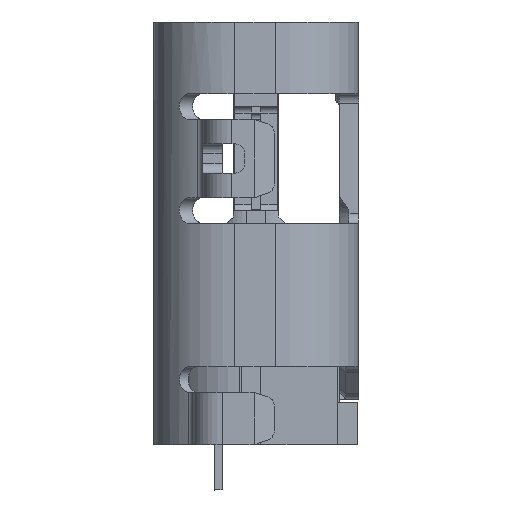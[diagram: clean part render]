
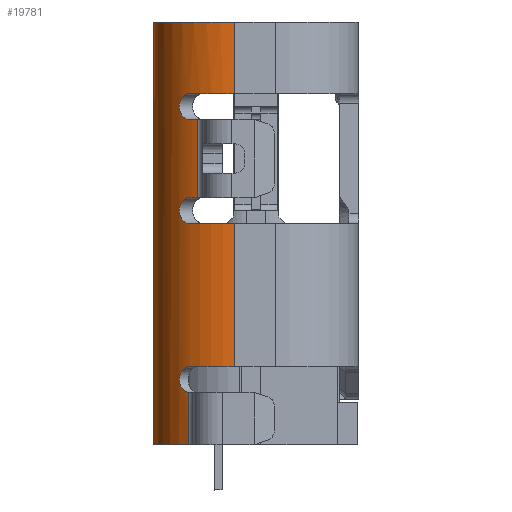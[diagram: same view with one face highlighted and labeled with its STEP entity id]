
A CAD part, left-side view. The second image highlights one B-rep face of the part: STEP entity #19781.
In plain terms, the highlighted cylindrical face has radius 1.25 mm (diameter 2.5 mm), a partial arc.
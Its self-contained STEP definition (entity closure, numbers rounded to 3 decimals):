
#152=B_SPLINE_CURVE_WITH_KNOTS('',3,(#30876,#30877,#30878,#30879,#30880),
 .UNSPECIFIED.,.F.,.F.,(4,1,4),(0.,0.,
0.001),.UNSPECIFIED.);
#171=B_SPLINE_CURVE_WITH_KNOTS('',3,(#32367,#32368,#32369,#32370,#32371),
 .UNSPECIFIED.,.F.,.F.,(4,1,4),(0.,0.,
0.001),.UNSPECIFIED.);
#172=B_SPLINE_CURVE_WITH_KNOTS('',3,(#32373,#32374,#32375,#32376,#32377),
 .UNSPECIFIED.,.F.,.F.,(4,1,4),(0.,0.,
0.001),.UNSPECIFIED.);
#327=CIRCLE('',#20397,1.25);
#549=CIRCLE('',#20829,1.25);
#568=CIRCLE('',#20880,1.25);
#573=CIRCLE('',#20888,1.25);
#595=CIRCLE('',#20931,1.25);
#642=CIRCLE('',#21074,1.25);
#647=CIRCLE('',#21102,1.25);
#838=CYLINDRICAL_SURFACE('',#21144,1.25);
#5666=ORIENTED_EDGE('',*,*,#7924,.T.);
#5667=ORIENTED_EDGE('',*,*,#7852,.T.);
#5668=ORIENTED_EDGE('',*,*,#6841,.T.);
#5669=ORIENTED_EDGE('',*,*,#8083,.F.);
#5670=ORIENTED_EDGE('',*,*,#7815,.T.);
#5671=ORIENTED_EDGE('',*,*,#7989,.T.);
#5672=ORIENTED_EDGE('',*,*,#7840,.T.);
#5673=ORIENTED_EDGE('',*,*,#7964,.T.);
#5674=ORIENTED_EDGE('',*,*,#8067,.T.);
#5675=ORIENTED_EDGE('',*,*,#8100,.T.);
#5676=ORIENTED_EDGE('',*,*,#7772,.T.);
#5677=ORIENTED_EDGE('',*,*,#8048,.T.);
#5678=ORIENTED_EDGE('',*,*,#7920,.T.);
#5679=ORIENTED_EDGE('',*,*,#8101,.T.);
#5680=ORIENTED_EDGE('',*,*,#7018,.T.);
#6841=EDGE_CURVE('',#8849,#8848,#10747,.T.);
#7018=EDGE_CURVE('',#9010,#9018,#327,.T.);
#7772=EDGE_CURVE('',#9543,#9545,#549,.T.);
#7815=EDGE_CURVE('',#9564,#9563,#11359,.T.);
#7840=EDGE_CURVE('',#9573,#9572,#568,.T.);
#7852=EDGE_CURVE('',#9580,#8849,#573,.T.);
#7920=EDGE_CURVE('',#9614,#9613,#595,.T.);
#7924=EDGE_CURVE('',#9018,#9580,#11427,.T.);
#7964=EDGE_CURVE('',#9572,#9629,#11454,.T.);
#7989=EDGE_CURVE('',#9563,#9573,#152,.T.);
#8048=EDGE_CURVE('',#9545,#9614,#11493,.T.);
#8067=EDGE_CURVE('',#9629,#9663,#642,.T.);
#8083=EDGE_CURVE('',#9564,#8848,#647,.T.);
#8100=EDGE_CURVE('',#9663,#9543,#171,.T.);
#8101=EDGE_CURVE('',#9613,#9010,#172,.T.);
#8848=VERTEX_POINT('',#28149);
#8849=VERTEX_POINT('',#28151);
#9010=VERTEX_POINT('',#28574);
#9018=VERTEX_POINT('',#28590);
#9543=VERTEX_POINT('',#30400);
#9545=VERTEX_POINT('',#30405);
#9563=VERTEX_POINT('',#30489);
#9564=VERTEX_POINT('',#30491);
#9572=VERTEX_POINT('',#30534);
#9573=VERTEX_POINT('',#30536);
#9580=VERTEX_POINT('',#30558);
#9613=VERTEX_POINT('',#30709);
#9614=VERTEX_POINT('',#30711);
#9629=VERTEX_POINT('',#30796);
#9663=VERTEX_POINT('',#32177);
#10747=LINE('',#28150,#12604);
#11359=LINE('',#30490,#13216);
#11427=LINE('',#30717,#13284);
#11454=LINE('',#30797,#13311);
#11493=LINE('',#32140,#13350);
#12604=VECTOR('',#23257,1000.);
#13216=VECTOR('',#24979,1000.);
#13284=VECTOR('',#25191,1000.);
#13311=VECTOR('',#25288,1000.);
#13350=VECTOR('',#25505,1000.);
#14294=EDGE_LOOP('',(#5666,#5667,#5668,#5669,#5670,#5671,#5672,#5673,#5674,
#5675,#5676,#5677,#5678,#5679,#5680));
#15209=FACE_BOUND('',#14294,.T.);
#19781=ADVANCED_FACE('',(#15209),#838,.T.);
#20397=AXIS2_PLACEMENT_3D('',#28591,#23541,#23542);
#20829=AXIS2_PLACEMENT_3D('',#30406,#24884,#24885);
#20880=AXIS2_PLACEMENT_3D('',#30535,#25033,#25034);
#20888=AXIS2_PLACEMENT_3D('',#30557,#25056,#25057);
#20931=AXIS2_PLACEMENT_3D('',#30710,#25183,#25184);
#21074=AXIS2_PLACEMENT_3D('',#32179,#25551,#25552);
#21102=AXIS2_PLACEMENT_3D('',#32240,#25615,#25616);
#21144=AXIS2_PLACEMENT_3D('',#32378,#25707,#25708);
#23257=DIRECTION('',(0.,0.,-1.));
#23541=DIRECTION('',(0.,0.,1.));
#23542=DIRECTION('',(0.,-1.,0.));
#24884=DIRECTION('',(0.,0.,1.));
#24885=DIRECTION('',(1.,0.,0.));
#24979=DIRECTION('',(0.,0.,1.));
#25033=DIRECTION('',(0.,0.,1.));
#25034=DIRECTION('',(1.,0.,0.));
#25056=DIRECTION('',(0.,0.,-1.));
#25057=DIRECTION('',(1.,0.,0.));
#25183=DIRECTION('',(0.,0.,-1.));
#25184=DIRECTION('',(1.,0.,0.));
#25191=DIRECTION('',(0.,0.,1.));
#25288=DIRECTION('',(0.,0.,1.));
#25505=DIRECTION('',(0.,0.,1.));
#25551=DIRECTION('',(0.,0.,-1.));
#25552=DIRECTION('',(1.,0.,0.));
#25615=DIRECTION('',(0.,0.,-1.));
#25616=DIRECTION('',(1.,0.,0.));
#25707=DIRECTION('',(0.,0.,-1.));
#25708=DIRECTION('',(1.,0.,0.));
#28149=CARTESIAN_POINT('',(-3.22,1.58,-6.5));
#28150=CARTESIAN_POINT('',(-3.22,1.58,-6.5));
#28151=CARTESIAN_POINT('',(-3.22,1.58,0.));
#28574=CARTESIAN_POINT('',(-4.261,1.022,-1.1));
#28590=CARTESIAN_POINT('',(-4.47,0.33,-1.1));
#28591=CARTESIAN_POINT('',(-3.22,0.33,-1.1));
#30400=CARTESIAN_POINT('',(-4.261,1.022,-2.7));
#30405=CARTESIAN_POINT('',(-4.332,0.901,-2.7));
#30406=CARTESIAN_POINT('',(-3.22,0.33,-2.7));
#30489=CARTESIAN_POINT('',(-4.252,1.035,-5.699));
#30490=CARTESIAN_POINT('',(-4.252,1.035,-6.5));
#30491=CARTESIAN_POINT('',(-4.252,1.035,-6.5));
#30534=CARTESIAN_POINT('',(-4.47,0.33,-5.3));
#30535=CARTESIAN_POINT('',(-3.22,0.33,-5.3));
#30536=CARTESIAN_POINT('',(-4.261,1.022,-5.3));
#30557=CARTESIAN_POINT('',(-3.22,0.33,0.));
#30558=CARTESIAN_POINT('',(-4.47,0.33,0.));
#30709=CARTESIAN_POINT('',(-4.261,1.022,-1.5));
#30710=CARTESIAN_POINT('',(-3.22,0.33,-1.5));
#30711=CARTESIAN_POINT('',(-4.332,0.901,-1.5));
#30717=CARTESIAN_POINT('',(-4.47,0.33,-6.5));
#30796=CARTESIAN_POINT('',(-4.47,0.33,-3.1));
#30797=CARTESIAN_POINT('',(-4.47,0.33,-6.5));
#30876=CARTESIAN_POINT('',(-4.252,1.035,-5.699));
#30877=CARTESIAN_POINT('',(-4.194,1.12,-5.692));
#30878=CARTESIAN_POINT('',(-4.075,1.245,-5.489));
#30879=CARTESIAN_POINT('',(-4.203,1.108,-5.3));
#30880=CARTESIAN_POINT('',(-4.261,1.022,-5.3));
#32140=CARTESIAN_POINT('',(-4.332,0.901,-6.5));
#32177=CARTESIAN_POINT('',(-4.261,1.022,-3.1));
#32179=CARTESIAN_POINT('',(-3.22,0.33,-3.1));
#32240=CARTESIAN_POINT('',(-3.22,0.33,-6.5));
#32367=CARTESIAN_POINT('',(-4.261,1.022,-3.1));
#32368=CARTESIAN_POINT('',(-4.202,1.111,-3.1));
#32369=CARTESIAN_POINT('',(-4.071,1.249,-2.9));
#32370=CARTESIAN_POINT('',(-4.202,1.111,-2.7));
#32371=CARTESIAN_POINT('',(-4.261,1.022,-2.7));
#32373=CARTESIAN_POINT('',(-4.261,1.022,-1.5));
#32374=CARTESIAN_POINT('',(-4.202,1.111,-1.5));
#32375=CARTESIAN_POINT('',(-4.071,1.249,-1.3));
#32376=CARTESIAN_POINT('',(-4.202,1.111,-1.1));
#32377=CARTESIAN_POINT('',(-4.261,1.022,-1.1));
#32378=CARTESIAN_POINT('',(-3.22,0.33,-6.5));
